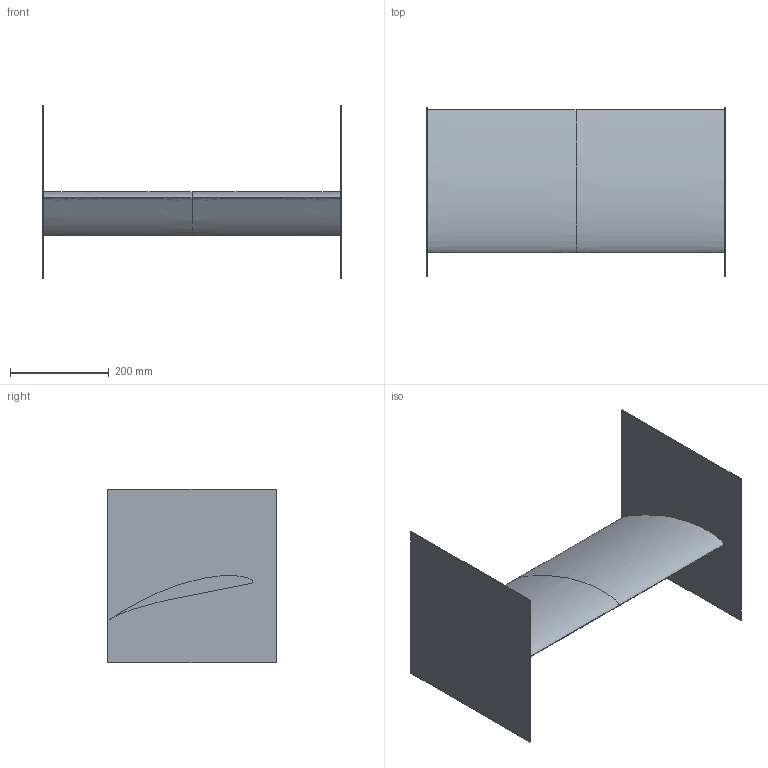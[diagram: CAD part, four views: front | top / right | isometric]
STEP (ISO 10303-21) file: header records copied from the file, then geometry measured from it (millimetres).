
FILE_DESCRIPTION(('CATIA V5 STEP Exchange'),'2;1');
FILE_NAME('AH 79-100 B 15.stp','2018-11-12T11:04:05+00:00',('none'),('none'),'CATIA Version 5 Release 17 (IN-10)','CATIA V5 STEP AP203','none');
FILE_SCHEMA(('CONFIG_CONTROL_DESIGN'));
Length unit declared in the file: millimetre
Products named in the file (1): Part1
Bounding box: 604 x 340 x 350 mm (x, y, z)
Volume: 3860730.8 mm3; surface area: 839136.4 mm2
Topology: 1 solids, 1 shells, 16 faces, 34 edges, 23 vertices
Faces by surface type: plane 12, bspline 4
Entity records: 4752 total; most frequent: CARTESIAN_POINT 4406, ORIENTED_EDGE 68, DIRECTION 40, EDGE_CURVE 34, VECTOR 24, LINE 24, VERTEX_POINT 22, EDGE_LOOP 18
